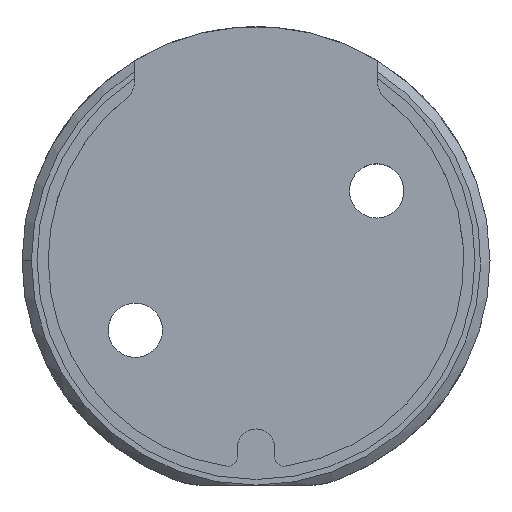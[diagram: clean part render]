
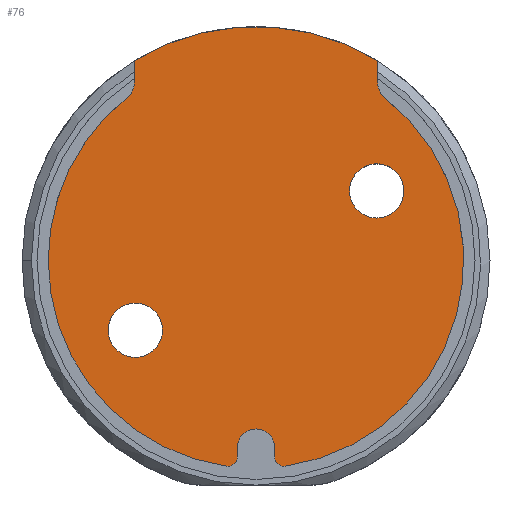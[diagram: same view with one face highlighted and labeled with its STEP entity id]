
A CAD part, top view. The second image highlights one B-rep face of the part: STEP entity #76.
In plain terms, the highlighted planar face has unit normal (0, 0, 1).
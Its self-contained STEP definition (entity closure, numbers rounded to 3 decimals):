
#2 = CARTESIAN_POINT ( 'NONE',  ( 6.445, 3.721, 2. ) ) ;
#5 = CIRCLE ( 'NONE', #1098, 0.5 ) ;
#34 = DIRECTION ( 'NONE',  ( 1., 0., 0. ) ) ;
#45 = LINE ( 'NONE', #733, #919 ) ;
#51 = ORIENTED_EDGE ( 'NONE', *, *, #698, .T. ) ;
#70 = CARTESIAN_POINT ( 'NONE',  ( -6.445, -3.721, 2. ) ) ;
#76 = ADVANCED_FACE ( 'NONE', ( #1086, #777, #1321 ), #881, .T. ) ;
#82 = DIRECTION ( 'NONE',  ( 1., 0., 0. ) ) ;
#86 = DIRECTION ( 'NONE',  ( 0., 0., 1. ) ) ;
#95 = CIRCLE ( 'NONE', #483, 1.45 ) ;
#121 = VERTEX_POINT ( 'NONE', #652 ) ;
#151 = EDGE_CURVE ( 'NONE', #1197, #182, #759, .T. ) ;
#153 = EDGE_LOOP ( 'NONE', ( #184, #51, #1349, #1309, #1385, #619, #621, #742, #865, #1428, #890, #1179, #559 ) ) ;
#154 = DIRECTION ( 'NONE',  ( 0., -1., 0. ) ) ;
#159 = DIRECTION ( 'NONE',  ( 0., 0., -1. ) ) ;
#165 = ORIENTED_EDGE ( 'NONE', *, *, #1290, .F. ) ;
#171 = DIRECTION ( 'NONE',  ( 0., -1., 0. ) ) ;
#182 = VERTEX_POINT ( 'NONE', #921 ) ;
#183 = EDGE_CURVE ( 'NONE', #516, #573, #848, .T. ) ;
#184 = ORIENTED_EDGE ( 'NONE', *, *, #1318, .T. ) ;
#189 = CARTESIAN_POINT ( 'NONE',  ( 0., 0., 2. ) ) ;
#192 = DIRECTION ( 'NONE',  ( 0., -1., 0. ) ) ;
#215 = CARTESIAN_POINT ( 'NONE',  ( -6.5, 9.495, 2. ) ) ;
#231 = EDGE_CURVE ( 'NONE', #573, #516, #95, .T. ) ;
#234 = DIRECTION ( 'NONE',  ( 0., 0., 1. ) ) ;
#241 = DIRECTION ( 'NONE',  ( 0., 0., -1. ) ) ;
#270 = CIRCLE ( 'NONE', #1334, 1. ) ;
#271 = DIRECTION ( 'NONE',  ( 1., 0., 0. ) ) ;
#280 = CARTESIAN_POINT ( 'NONE',  ( 1., 0., 2. ) ) ;
#285 = DIRECTION ( 'NONE',  ( 0., 0., 1. ) ) ;
#290 = CARTESIAN_POINT ( 'NONE',  ( 1., -10.493, 2. ) ) ;
#293 = CIRCLE ( 'NONE', #298, 11.1 ) ;
#298 = AXIS2_PLACEMENT_3D ( 'NONE', #1202, #159, #271 ) ;
#306 = CARTESIAN_POINT ( 'NONE',  ( -1.571, -10.988, 2. ) ) ;
#327 = AXIS2_PLACEMENT_3D ( 'NONE', #676, #1479, #1267 ) ;
#330 = CIRCLE ( 'NONE', #1061, 1.45 ) ;
#350 = VECTOR ( 'NONE', #171, 1000. ) ;
#376 = CARTESIAN_POINT ( 'NONE',  ( -1., -10.493, 2. ) ) ;
#388 = CIRCLE ( 'NONE', #1024, 1.45 ) ;
#423 = EDGE_CURVE ( 'NONE', #1144, #723, #45, .T. ) ;
#425 = CARTESIAN_POINT ( 'NONE',  ( 4.995, 3.721, 2. ) ) ;
#430 = EDGE_LOOP ( 'NONE', ( #1041, #906 ) ) ;
#442 = EDGE_CURVE ( 'NONE', #993, #905, #1425, .T. ) ;
#445 = CARTESIAN_POINT ( 'NONE',  ( -7.895, -3.721, 2. ) ) ;
#453 = AXIS2_PLACEMENT_3D ( 'NONE', #874, #86, #1244 ) ;
#465 = DIRECTION ( 'NONE',  ( 1., 0., 0. ) ) ;
#476 = VERTEX_POINT ( 'NONE', #290 ) ;
#483 = AXIS2_PLACEMENT_3D ( 'NONE', #910, #1034, #1264 ) ;
#484 = CARTESIAN_POINT ( 'NONE',  ( -6.445, -3.721, 2. ) ) ;
#496 = CARTESIAN_POINT ( 'NONE',  ( 6.5, 9.495, 2. ) ) ;
#507 = CARTESIAN_POINT ( 'NONE',  ( -11.1, 0., 2. ) ) ;
#516 = VERTEX_POINT ( 'NONE', #425 ) ;
#517 = DIRECTION ( 'NONE',  ( 0., 1., 0. ) ) ;
#530 = CARTESIAN_POINT ( 'NONE',  ( -6.5, 13.522, 2. ) ) ;
#531 = DIRECTION ( 'NONE',  ( 1., 0., 0. ) ) ;
#559 = ORIENTED_EDGE ( 'NONE', *, *, #973, .F. ) ;
#573 = VERTEX_POINT ( 'NONE', #1015 ) ;
#613 = CIRCLE ( 'NONE', #749, 12.5 ) ;
#619 = ORIENTED_EDGE ( 'NONE', *, *, #1192, .T. ) ;
#620 = VERTEX_POINT ( 'NONE', #775 ) ;
#621 = ORIENTED_EDGE ( 'NONE', *, *, #442, .T. ) ;
#630 = EDGE_CURVE ( 'NONE', #620, #1383, #1483, .T. ) ;
#632 = VECTOR ( 'NONE', #192, 1000. ) ;
#652 = CARTESIAN_POINT ( 'NONE',  ( -4.995, -3.721, 2. ) ) ;
#676 = CARTESIAN_POINT ( 'NONE',  ( 0., 0., 2. ) ) ;
#683 = AXIS2_PLACEMENT_3D ( 'NONE', #2, #234, #465 ) ;
#691 = EDGE_CURVE ( 'NONE', #121, #1444, #388, .T. ) ;
#698 = EDGE_CURVE ( 'NONE', #476, #1383, #5, .T. ) ;
#700 = DIRECTION ( 'NONE',  ( 1., 0., 0. ) ) ;
#711 = EDGE_CURVE ( 'NONE', #620, #1128, #270, .T. ) ;
#719 = VECTOR ( 'NONE', #517, 1000. ) ;
#723 = VERTEX_POINT ( 'NONE', #376 ) ;
#733 = CARTESIAN_POINT ( 'NONE',  ( -1., 0., 2. ) ) ;
#742 = ORIENTED_EDGE ( 'NONE', *, *, #1138, .T. ) ;
#749 = AXIS2_PLACEMENT_3D ( 'NONE', #1189, #285, #1096 ) ;
#759 = CIRCLE ( 'NONE', #327, 11.1 ) ;
#765 = ORIENTED_EDGE ( 'NONE', *, *, #691, .F. ) ;
#771 = CARTESIAN_POINT ( 'NONE',  ( -6.5, 10.677, 2. ) ) ;
#775 = CARTESIAN_POINT ( 'NONE',  ( 6.88, 8.711, 2. ) ) ;
#777 = FACE_BOUND ( 'NONE', #1055, .T. ) ;
#788 = DIRECTION ( 'NONE',  ( 0., 0., 1. ) ) ;
#801 = EDGE_CURVE ( 'NONE', #907, #1197, #293, .T. ) ;
#811 = AXIS2_PLACEMENT_3D ( 'NONE', #883, #1004, #82 ) ;
#831 = CARTESIAN_POINT ( 'NONE',  ( -7.5, 9.495, 2. ) ) ;
#840 = CARTESIAN_POINT ( 'NONE',  ( 1.5, -10.493, 2. ) ) ;
#848 = CIRCLE ( 'NONE', #683, 1.45 ) ;
#865 = ORIENTED_EDGE ( 'NONE', *, *, #151, .F. ) ;
#867 = VERTEX_POINT ( 'NONE', #1190 ) ;
#874 = CARTESIAN_POINT ( 'NONE',  ( -1.5, -10.493, 2. ) ) ;
#881 = PLANE ( 'NONE',  #936 ) ;
#882 = CIRCLE ( 'NONE', #453, 0.5 ) ;
#883 = CARTESIAN_POINT ( 'NONE',  ( 0., -10., 2. ) ) ;
#890 = ORIENTED_EDGE ( 'NONE', *, *, #899, .T. ) ;
#899 = EDGE_CURVE ( 'NONE', #907, #723, #882, .T. ) ;
#900 = LINE ( 'NONE', #1204, #719 ) ;
#905 = VERTEX_POINT ( 'NONE', #215 ) ;
#906 = ORIENTED_EDGE ( 'NONE', *, *, #183, .F. ) ;
#907 = VERTEX_POINT ( 'NONE', #306 ) ;
#910 = CARTESIAN_POINT ( 'NONE',  ( 6.445, 3.721, 2. ) ) ;
#916 = CIRCLE ( 'NONE', #1353, 1. ) ;
#919 = VECTOR ( 'NONE', #154, 1000. ) ;
#921 = CARTESIAN_POINT ( 'NONE',  ( -6.88, 8.711, 2. ) ) ;
#930 = DIRECTION ( 'NONE',  ( 0., 0., 1. ) ) ;
#936 = AXIS2_PLACEMENT_3D ( 'NONE', #189, #788, #1132 ) ;
#943 = DIRECTION ( 'NONE',  ( 1., 0., 0. ) ) ;
#973 = EDGE_CURVE ( 'NONE', #1022, #1144, #1302, .T. ) ;
#986 = LINE ( 'NONE', #280, #632 ) ;
#989 = DIRECTION ( 'NONE',  ( 0., 0., 1. ) ) ;
#993 = VERTEX_POINT ( 'NONE', #771 ) ;
#1004 = DIRECTION ( 'NONE',  ( 0., 0., 1. ) ) ;
#1015 = CARTESIAN_POINT ( 'NONE',  ( 7.895, 3.721, 2. ) ) ;
#1022 = VERTEX_POINT ( 'NONE', #1239 ) ;
#1024 = AXIS2_PLACEMENT_3D ( 'NONE', #484, #930, #1296 ) ;
#1034 = DIRECTION ( 'NONE',  ( 0., 0., 1. ) ) ;
#1041 = ORIENTED_EDGE ( 'NONE', *, *, #231, .F. ) ;
#1055 = EDGE_LOOP ( 'NONE', ( #765, #165 ) ) ;
#1061 = AXIS2_PLACEMENT_3D ( 'NONE', #70, #989, #531 ) ;
#1066 = DIRECTION ( 'NONE',  ( 0., 0., 1. ) ) ;
#1086 = FACE_BOUND ( 'NONE', #430, .T. ) ;
#1096 = DIRECTION ( 'NONE',  ( 1., 0., 0. ) ) ;
#1098 = AXIS2_PLACEMENT_3D ( 'NONE', #840, #1066, #943 ) ;
#1128 = VERTEX_POINT ( 'NONE', #496 ) ;
#1132 = DIRECTION ( 'NONE',  ( 1., 0., 0. ) ) ;
#1138 = EDGE_CURVE ( 'NONE', #905, #182, #916, .T. ) ;
#1144 = VERTEX_POINT ( 'NONE', #1299 ) ;
#1162 = CARTESIAN_POINT ( 'NONE',  ( 0., 0., 2. ) ) ;
#1179 = ORIENTED_EDGE ( 'NONE', *, *, #423, .F. ) ;
#1182 = DIRECTION ( 'NONE',  ( 0., 0., -1. ) ) ;
#1189 = CARTESIAN_POINT ( 'NONE',  ( 0., 0., 2. ) ) ;
#1190 = CARTESIAN_POINT ( 'NONE',  ( 6.5, 10.677, 2. ) ) ;
#1192 = EDGE_CURVE ( 'NONE', #867, #993, #613, .T. ) ;
#1197 = VERTEX_POINT ( 'NONE', #507 ) ;
#1202 = CARTESIAN_POINT ( 'NONE',  ( 0., 0., 2. ) ) ;
#1204 = CARTESIAN_POINT ( 'NONE',  ( 6.5, 13.522, 2. ) ) ;
#1216 = CARTESIAN_POINT ( 'NONE',  ( 1.571, -10.988, 2. ) ) ;
#1239 = CARTESIAN_POINT ( 'NONE',  ( 1., -10., 2. ) ) ;
#1244 = DIRECTION ( 'NONE',  ( 1., 0., 0. ) ) ;
#1264 = DIRECTION ( 'NONE',  ( 1., 0., 0. ) ) ;
#1267 = DIRECTION ( 'NONE',  ( 1., 0., 0. ) ) ;
#1272 = EDGE_CURVE ( 'NONE', #1128, #867, #900, .T. ) ;
#1276 = DIRECTION ( 'NONE',  ( 0., 0., -1. ) ) ;
#1290 = EDGE_CURVE ( 'NONE', #1444, #121, #330, .T. ) ;
#1296 = DIRECTION ( 'NONE',  ( 1., 0., 0. ) ) ;
#1299 = CARTESIAN_POINT ( 'NONE',  ( -1., -10., 2. ) ) ;
#1302 = CIRCLE ( 'NONE', #811, 1. ) ;
#1309 = ORIENTED_EDGE ( 'NONE', *, *, #711, .T. ) ;
#1318 = EDGE_CURVE ( 'NONE', #1022, #476, #986, .T. ) ;
#1321 = FACE_OUTER_BOUND ( 'NONE', #153, .T. ) ;
#1334 = AXIS2_PLACEMENT_3D ( 'NONE', #1402, #1276, #700 ) ;
#1349 = ORIENTED_EDGE ( 'NONE', *, *, #630, .F. ) ;
#1353 = AXIS2_PLACEMENT_3D ( 'NONE', #831, #241, #1396 ) ;
#1383 = VERTEX_POINT ( 'NONE', #1216 ) ;
#1385 = ORIENTED_EDGE ( 'NONE', *, *, #1272, .T. ) ;
#1396 = DIRECTION ( 'NONE',  ( 1., 0., 0. ) ) ;
#1402 = CARTESIAN_POINT ( 'NONE',  ( 7.5, 9.495, 2. ) ) ;
#1425 = LINE ( 'NONE', #530, #350 ) ;
#1428 = ORIENTED_EDGE ( 'NONE', *, *, #801, .F. ) ;
#1444 = VERTEX_POINT ( 'NONE', #445 ) ;
#1459 = AXIS2_PLACEMENT_3D ( 'NONE', #1162, #1182, #34 ) ;
#1479 = DIRECTION ( 'NONE',  ( 0., 0., -1. ) ) ;
#1483 = CIRCLE ( 'NONE', #1459, 11.1 ) ;
